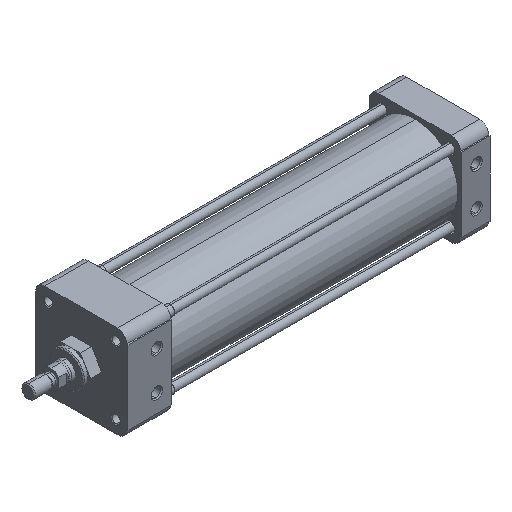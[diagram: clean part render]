
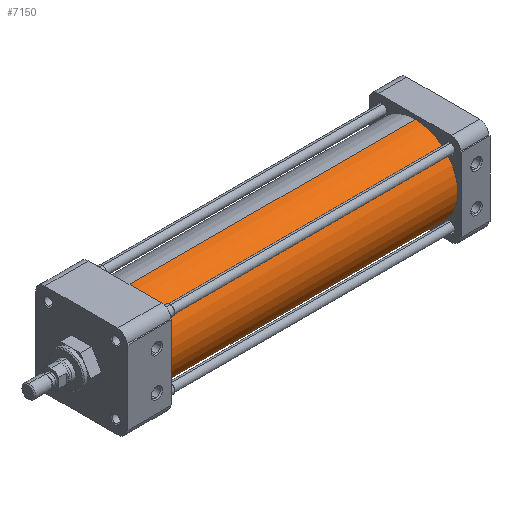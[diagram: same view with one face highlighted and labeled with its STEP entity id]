
A CAD part, isometric view. The second image highlights one B-rep face of the part: STEP entity #7150.
In plain terms, the highlighted cylindrical face has radius 34.925 mm (diameter 69.85 mm), a partial arc.
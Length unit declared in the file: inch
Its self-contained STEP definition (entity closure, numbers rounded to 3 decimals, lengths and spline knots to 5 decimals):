
#67 = CYLINDRICAL_SURFACE ( 'NONE', #12226, 1.375 ) ;
#121 = DIRECTION ( 'NONE',  ( 0., 0., -1. ) ) ;
#481 = EDGE_CURVE ( 'NONE', #5342, #8151, #13697, .T. ) ;
#482 = AXIS2_PLACEMENT_3D ( 'NONE', #13573, #6826, #121 ) ;
#1212 = DIRECTION ( 'NONE',  ( 1., 0., 0. ) ) ;
#1553 = VECTOR ( 'NONE', #1212, 39.37008 ) ;
#1690 = EDGE_LOOP ( 'NONE', ( #8073, #8604, #5100, #8746 ) ) ;
#1844 = VERTEX_POINT ( 'NONE', #12139 ) ;
#2854 = VECTOR ( 'NONE', #3086, 39.37008 ) ;
#3086 = DIRECTION ( 'NONE',  ( 1., 0., 0. ) ) ;
#3263 = EDGE_CURVE ( 'NONE', #8676, #1844, #10295, .T. ) ;
#4417 = FACE_OUTER_BOUND ( 'NONE', #1690, .T. ) ;
#4521 = CARTESIAN_POINT ( 'NONE',  ( 10.826, 0., 1.375 ) ) ;
#5100 = ORIENTED_EDGE ( 'NONE', *, *, #10435, .T. ) ;
#5342 = VERTEX_POINT ( 'NONE', #14381 ) ;
#5932 = DIRECTION ( 'NONE',  ( 1., 0., 0. ) ) ;
#6064 = EDGE_CURVE ( 'NONE', #5342, #1844, #13009, .T. ) ;
#6237 = AXIS2_PLACEMENT_3D ( 'NONE', #9908, #9921, #9894 ) ;
#6826 = DIRECTION ( 'NONE',  ( -1., 0., 0. ) ) ;
#7150 = ADVANCED_FACE ( 'NONE', ( #4417 ), #67, .T. ) ;
#8073 = ORIENTED_EDGE ( 'NONE', *, *, #6064, .F. ) ;
#8151 = VERTEX_POINT ( 'NONE', #14071 ) ;
#8604 = ORIENTED_EDGE ( 'NONE', *, *, #481, .T. ) ;
#8676 = VERTEX_POINT ( 'NONE', #9019 ) ;
#8690 = CARTESIAN_POINT ( 'NONE',  ( 10.826, 0., -1.375 ) ) ;
#8746 = ORIENTED_EDGE ( 'NONE', *, *, #3263, .T. ) ;
#9019 = CARTESIAN_POINT ( 'NONE',  ( 10.826, 0., -1.375 ) ) ;
#9894 = DIRECTION ( 'NONE',  ( 0., 0., -1. ) ) ;
#9908 = CARTESIAN_POINT ( 'NONE',  ( 1.42, 0., 0. ) ) ;
#9921 = DIRECTION ( 'NONE',  ( 1., 0., 0. ) ) ;
#10295 = CIRCLE ( 'NONE', #482, 1.375 ) ;
#10435 = EDGE_CURVE ( 'NONE', #8151, #8676, #14458, .T. ) ;
#10531 = CARTESIAN_POINT ( 'NONE',  ( 10.826, 0., 0. ) ) ;
#10578 = DIRECTION ( 'NONE',  ( 0., 0., -1. ) ) ;
#12139 = CARTESIAN_POINT ( 'NONE',  ( 10.826, 0., 1.375 ) ) ;
#12226 = AXIS2_PLACEMENT_3D ( 'NONE', #10531, #5932, #10578 ) ;
#13009 = LINE ( 'NONE', #4521, #1553 ) ;
#13573 = CARTESIAN_POINT ( 'NONE',  ( 10.826, 0., 0. ) ) ;
#13697 = CIRCLE ( 'NONE', #6237, 1.375 ) ;
#14071 = CARTESIAN_POINT ( 'NONE',  ( 1.42, 0., -1.375 ) ) ;
#14381 = CARTESIAN_POINT ( 'NONE',  ( 1.42, 0., 1.375 ) ) ;
#14458 = LINE ( 'NONE', #8690, #2854 ) ;
